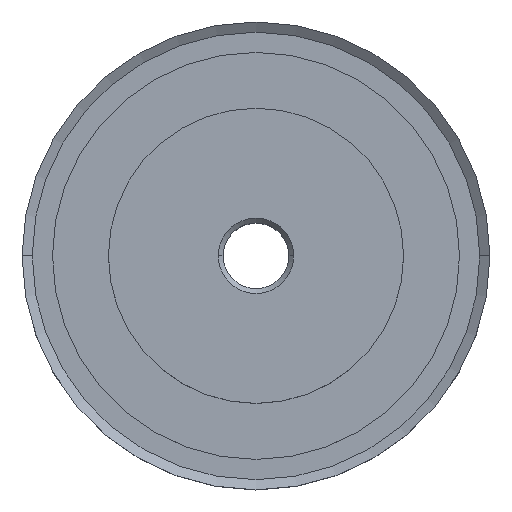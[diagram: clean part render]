
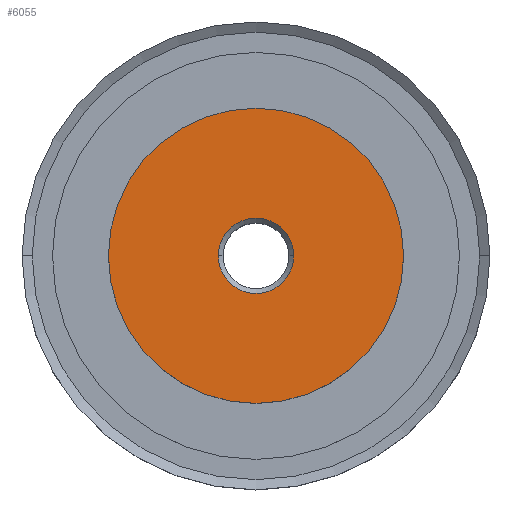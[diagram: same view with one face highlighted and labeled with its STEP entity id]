
A CAD part, top view. The second image highlights one B-rep face of the part: STEP entity #6055.
In plain terms, the highlighted planar face has unit normal (0, 0, 1).
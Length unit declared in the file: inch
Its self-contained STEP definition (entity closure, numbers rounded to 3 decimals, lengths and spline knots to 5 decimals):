
#111 = DIRECTION ( 'NONE',  ( 1., 0., 0. ) ) ;
#597 = CARTESIAN_POINT ( 'NONE',  ( -0.2875, 0., 0.5 ) ) ;
#1067 = EDGE_LOOP ( 'NONE', ( #8634, #1425 ) ) ;
#1129 = CARTESIAN_POINT ( 'NONE',  ( 1.125, 0., 0.5 ) ) ;
#1182 = ORIENTED_EDGE ( 'NONE', *, *, #1219, .T. ) ;
#1219 = EDGE_CURVE ( 'NONE', #9253, #3219, #2134, .T. ) ;
#1313 = VERTEX_POINT ( 'NONE', #597 ) ;
#1425 = ORIENTED_EDGE ( 'NONE', *, *, #4975, .F. ) ;
#1567 = CARTESIAN_POINT ( 'NONE',  ( 0., 0., 0.5 ) ) ;
#2031 = AXIS2_PLACEMENT_3D ( 'NONE', #3958, #9010, #4656 ) ;
#2134 = CIRCLE ( 'NONE', #7371, 1.125 ) ;
#2367 = CARTESIAN_POINT ( 'NONE',  ( 0., 0., 0.5 ) ) ;
#2461 = CIRCLE ( 'NONE', #2031, 0.2875 ) ;
#2926 = CIRCLE ( 'NONE', #3707, 0.2875 ) ;
#3079 = DIRECTION ( 'NONE',  ( 1., 0., 0. ) ) ;
#3219 = VERTEX_POINT ( 'NONE', #1129 ) ;
#3225 = AXIS2_PLACEMENT_3D ( 'NONE', #1567, #3742, #8801 ) ;
#3632 = EDGE_CURVE ( 'NONE', #3219, #9253, #7514, .T. ) ;
#3663 = FACE_BOUND ( 'NONE', #1067, .T. ) ;
#3707 = AXIS2_PLACEMENT_3D ( 'NONE', #8384, #4070, #9129 ) ;
#3742 = DIRECTION ( 'NONE',  ( 0., 0., 1. ) ) ;
#3958 = CARTESIAN_POINT ( 'NONE',  ( 0., 0., 0.5 ) ) ;
#4043 = EDGE_CURVE ( 'NONE', #7992, #1313, #2926, .T. ) ;
#4070 = DIRECTION ( 'NONE',  ( 0., 0., 1. ) ) ;
#4436 = DIRECTION ( 'NONE',  ( 0., 0., 1. ) ) ;
#4656 = DIRECTION ( 'NONE',  ( 1., 0., 0. ) ) ;
#4975 = EDGE_CURVE ( 'NONE', #1313, #7992, #2461, .T. ) ;
#5511 = AXIS2_PLACEMENT_3D ( 'NONE', #8788, #4436, #111 ) ;
#6055 = ADVANCED_FACE ( 'NONE', ( #3663, #8978 ), #6541, .T. ) ;
#6541 = PLANE ( 'NONE',  #3225 ) ;
#6796 = CARTESIAN_POINT ( 'NONE',  ( -1.125, 0., 0.5 ) ) ;
#7099 = ORIENTED_EDGE ( 'NONE', *, *, #3632, .T. ) ;
#7371 = AXIS2_PLACEMENT_3D ( 'NONE', #2367, #7393, #3079 ) ;
#7393 = DIRECTION ( 'NONE',  ( 0., 0., 1. ) ) ;
#7514 = CIRCLE ( 'NONE', #5511, 1.125 ) ;
#7992 = VERTEX_POINT ( 'NONE', #8611 ) ;
#8074 = EDGE_LOOP ( 'NONE', ( #1182, #7099 ) ) ;
#8384 = CARTESIAN_POINT ( 'NONE',  ( 0., 0., 0.5 ) ) ;
#8611 = CARTESIAN_POINT ( 'NONE',  ( 0.2875, 0., 0.5 ) ) ;
#8634 = ORIENTED_EDGE ( 'NONE', *, *, #4043, .F. ) ;
#8788 = CARTESIAN_POINT ( 'NONE',  ( 0., 0., 0.5 ) ) ;
#8801 = DIRECTION ( 'NONE',  ( 1., 0., 0. ) ) ;
#8978 = FACE_OUTER_BOUND ( 'NONE', #8074, .T. ) ;
#9010 = DIRECTION ( 'NONE',  ( 0., 0., 1. ) ) ;
#9129 = DIRECTION ( 'NONE',  ( 1., 0., 0. ) ) ;
#9253 = VERTEX_POINT ( 'NONE', #6796 ) ;
